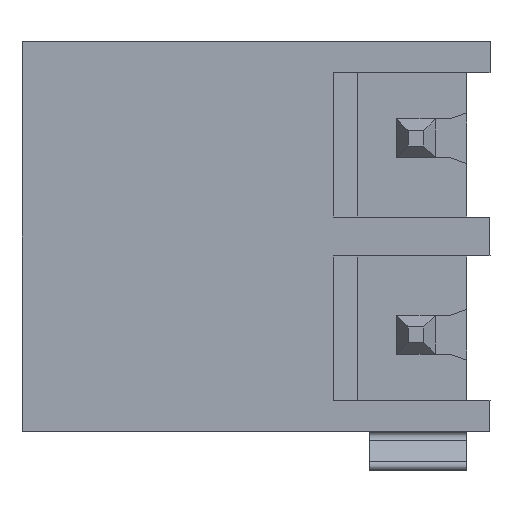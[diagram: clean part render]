
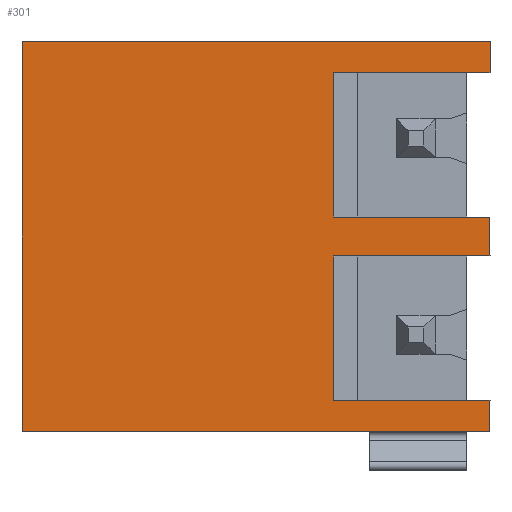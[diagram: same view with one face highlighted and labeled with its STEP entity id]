
A CAD part, front view. The second image highlights one B-rep face of the part: STEP entity #301.
In plain terms, the highlighted planar face has unit normal (0, -1, 0).
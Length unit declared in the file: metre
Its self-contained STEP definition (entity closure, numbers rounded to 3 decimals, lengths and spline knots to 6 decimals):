
#301=ADVANCED_FACE('',(#701),#702,.F.);
#701=FACE_OUTER_BOUND('',#1197,.T.);
#702=PLANE('',#1198);
#1197=EDGE_LOOP('',(#2104,#2105,#2106,#2107,#2108,#2109,#2110,#2111,#2112,#2113,#2114,#2115));
#1198=AXIS2_PLACEMENT_3D('',#2116,#2117,#2118);
#2104=ORIENTED_EDGE('',*,*,#3320,.T.);
#2105=ORIENTED_EDGE('',*,*,#3033,.T.);
#2106=ORIENTED_EDGE('',*,*,#3322,.T.);
#2107=ORIENTED_EDGE('',*,*,#3067,.F.);
#2108=ORIENTED_EDGE('',*,*,#3323,.F.);
#2109=ORIENTED_EDGE('',*,*,#3324,.T.);
#2110=ORIENTED_EDGE('',*,*,#3325,.T.);
#2111=ORIENTED_EDGE('',*,*,#3223,.F.);
#2112=ORIENTED_EDGE('',*,*,#3178,.T.);
#2113=ORIENTED_EDGE('',*,*,#3057,.T.);
#2114=ORIENTED_EDGE('',*,*,#3119,.F.);
#2115=ORIENTED_EDGE('',*,*,#3043,.F.);
#2116=CARTESIAN_POINT('',(0.354146,0.242997,0.017799));
#2117=DIRECTION('',(0.,1.0,0.));
#2118=DIRECTION('',(0.,0.,-1.0));
#3033=EDGE_CURVE('',#3640,#3638,#3641,.T.);
#3043=EDGE_CURVE('',#3657,#3658,#3659,.T.);
#3057=EDGE_CURVE('',#3684,#3682,#3685,.T.);
#3067=EDGE_CURVE('',#3701,#3702,#3703,.T.);
#3119=EDGE_CURVE('',#3658,#3682,#3794,.T.);
#3178=EDGE_CURVE('',#3887,#3684,#3888,.T.);
#3223=EDGE_CURVE('',#3887,#3932,#3958,.T.);
#3320=EDGE_CURVE('',#3657,#3640,#4105,.T.);
#3322=EDGE_CURVE('',#3638,#3702,#4107,.T.);
#3323=EDGE_CURVE('',#4108,#3701,#4109,.T.);
#3324=EDGE_CURVE('',#4108,#4110,#4111,.T.);
#3325=EDGE_CURVE('',#4110,#3932,#4112,.T.);
#3638=VERTEX_POINT('',#4529);
#3640=VERTEX_POINT('',#4532);
#3641=LINE('',#4533,#4534);
#3657=VERTEX_POINT('',#4557);
#3658=VERTEX_POINT('',#4558);
#3659=LINE('',#4559,#4560);
#3682=VERTEX_POINT('',#4593);
#3684=VERTEX_POINT('',#4596);
#3685=LINE('',#4597,#4598);
#3701=VERTEX_POINT('',#4621);
#3702=VERTEX_POINT('',#4622);
#3703=LINE('',#4623,#4624);
#3794=LINE('',#4756,#4757);
#3887=VERTEX_POINT('',#4890);
#3888=LINE('',#4891,#4892);
#3932=VERTEX_POINT('',#4958);
#3958=LINE('',#4999,#5000);
#4105=LINE('',#5209,#5210);
#4107=LINE('',#5212,#5213);
#4108=VERTEX_POINT('',#5214);
#4109=LINE('',#5215,#5216);
#4110=VERTEX_POINT('',#5217);
#4111=LINE('',#5218,#5219);
#4112=LINE('',#5220,#5221);
#4529=CARTESIAN_POINT('',(0.362146,0.242997,0.012979));
#4532=CARTESIAN_POINT('',(0.366146,0.242997,0.012979));
#4533=CARTESIAN_POINT('',(0.363146,0.242997,0.012979));
#4534=VECTOR('',#5758,1.0);
#4557=CARTESIAN_POINT('',(0.366146,0.242997,0.011979));
#4558=CARTESIAN_POINT('',(0.362146,0.242997,0.011979));
#4559=CARTESIAN_POINT('',(0.363146,0.242997,0.011979));
#4560=VECTOR('',#5766,1.0);
#4593=CARTESIAN_POINT('',(0.362146,0.242997,0.008279));
#4596=CARTESIAN_POINT('',(0.366146,0.242997,0.008279));
#4597=CARTESIAN_POINT('',(0.363146,0.242997,0.008279));
#4598=VECTOR('',#5778,1.0);
#4621=CARTESIAN_POINT('',(0.366146,0.242997,0.016679));
#4622=CARTESIAN_POINT('',(0.362146,0.242997,0.016679));
#4623=CARTESIAN_POINT('',(0.363146,0.242997,0.016679));
#4624=VECTOR('',#5786,1.0);
#4756=CARTESIAN_POINT('',(0.362146,0.242997,0.005659));
#4757=VECTOR('',#5834,1.0);
#4890=CARTESIAN_POINT('',(0.366146,0.242997,0.007479));
#4891=CARTESIAN_POINT('',(0.366146,0.242997,0.007739));
#4892=VECTOR('',#5890,1.0);
#4958=CARTESIAN_POINT('',(0.354146,0.242997,0.007479));
#4999=CARTESIAN_POINT('',(0.354146,0.242997,0.007479));
#5000=VECTOR('',#5928,1.0);
#5209=CARTESIAN_POINT('',(0.366146,0.242997,0.012779));
#5210=VECTOR('',#6033,1.0);
#5212=CARTESIAN_POINT('',(0.362146,0.242997,0.017799));
#5213=VECTOR('',#6034,1.0);
#5214=CARTESIAN_POINT('',(0.366146,0.242997,0.017479));
#5215=CARTESIAN_POINT('',(0.366146,0.242997,0.017219));
#5216=VECTOR('',#6035,1.0);
#5217=CARTESIAN_POINT('',(0.354146,0.242997,0.017479));
#5218=CARTESIAN_POINT('',(0.354146,0.242997,0.017479));
#5219=VECTOR('',#6036,1.0);
#5220=CARTESIAN_POINT('',(0.354146,0.242997,0.012759));
#5221=VECTOR('',#6037,1.0);
#5758=DIRECTION('',(-1.0,0.,0.));
#5766=DIRECTION('',(-1.0,0.,0.));
#5778=DIRECTION('',(-1.0,0.,0.));
#5786=DIRECTION('',(-1.0,0.,0.));
#5834=DIRECTION('',(0.,0.,-1.0));
#5890=DIRECTION('',(0.,0.,1.0));
#5928=DIRECTION('',(-1.0,0.,0.));
#6033=DIRECTION('',(0.,0.,1.0));
#6034=DIRECTION('',(0.,0.,1.0));
#6035=DIRECTION('',(0.,0.,-1.0));
#6036=DIRECTION('',(-1.0,0.,0.));
#6037=DIRECTION('',(0.,0.,-1.0));
